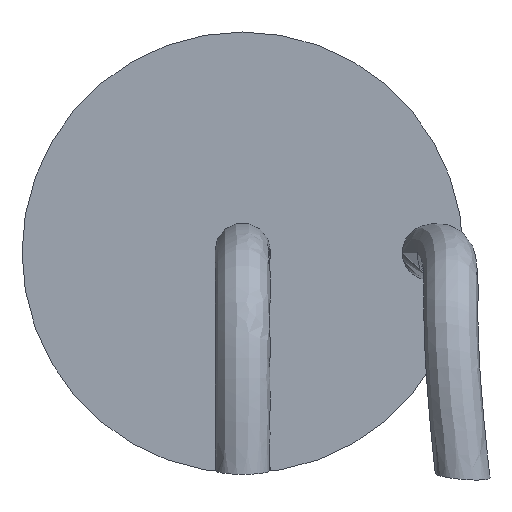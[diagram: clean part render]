
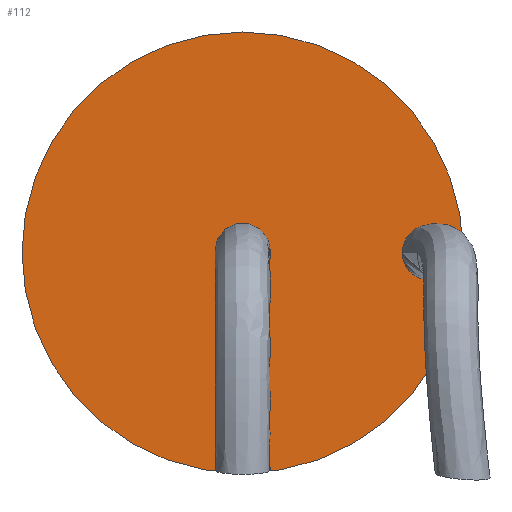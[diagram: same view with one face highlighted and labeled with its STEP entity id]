
A CAD part, front view. The second image highlights one B-rep face of the part: STEP entity #112.
In plain terms, the highlighted planar face has unit normal (0, -1, 0).
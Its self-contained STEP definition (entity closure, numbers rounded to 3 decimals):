
#15=FACE_BOUND('',#46,.T.);
#16=FACE_BOUND('',#47,.T.);
#17=B_SPLINE_CURVE_WITH_KNOTS('',3,(#345,#346,#347,#348,#349,#350,#351,
#352,#353,#354,#355,#356),.UNSPECIFIED.,.T.,.F.,(4,1,1,1,1,1,1,1,1,4),(-3.142,
-2.244,-1.346,-0.449,0.449,
1.122,1.571,2.244,2.468,3.142),
 .UNSPECIFIED.);
#19=B_SPLINE_CURVE_WITH_KNOTS('',3,(#506,#507,#508,#509,#510,#511,#512,
#513,#514,#515,#516,#517),.UNSPECIFIED.,.T.,.F.,(4,1,1,1,1,1,1,1,1,4),(-3.142,
-2.244,-1.346,-0.449,0.449,
1.122,1.571,2.244,2.468,3.142),
 .UNSPECIFIED.);
#26=PLANE('',#140);
#37=FACE_OUTER_BOUND('',#45,.T.);
#45=EDGE_LOOP('',(#101));
#46=EDGE_LOOP('',(#102));
#47=EDGE_LOOP('',(#103));
#53=CIRCLE('',#134,2.);
#60=VERTEX_POINT('',#184);
#61=VERTEX_POINT('',#344);
#63=VERTEX_POINT('',#505);
#71=EDGE_CURVE('',#60,#60,#53,.T.);
#72=EDGE_CURVE('',#61,#61,#17,.T.);
#75=EDGE_CURVE('',#63,#63,#19,.T.);
#101=ORIENTED_EDGE('',*,*,#71,.F.);
#102=ORIENTED_EDGE('',*,*,#72,.T.);
#103=ORIENTED_EDGE('',*,*,#75,.T.);
#112=ADVANCED_FACE('',(#37,#15,#16),#26,.F.);
#134=AXIS2_PLACEMENT_3D('',#186,#158,#159);
#140=AXIS2_PLACEMENT_3D('',#532,#170,#171);
#158=DIRECTION('center_axis',(0.,1.,0.));
#159=DIRECTION('ref_axis',(1.,0.,0.));
#170=DIRECTION('center_axis',(0.,1.,0.));
#171=DIRECTION('ref_axis',(1.,0.,0.));
#184=CARTESIAN_POINT('',(-2.997,1.027,2.));
#186=CARTESIAN_POINT('Origin',(-0.997,1.027,2.));
#344=CARTESIAN_POINT('',(0.45,1.027,2.));
#345=CARTESIAN_POINT('Ctrl Pts',(0.45,1.027,2.));
#346=CARTESIAN_POINT('Ctrl Pts',(0.45,1.027,2.075));
#347=CARTESIAN_POINT('Ctrl Pts',(0.522,1.027,2.224));
#348=CARTESIAN_POINT('Ctrl Pts',(0.764,1.027,2.279));
#349=CARTESIAN_POINT('Ctrl Pts',(0.958,1.027,2.124));
#350=CARTESIAN_POINT('Ctrl Pts',(0.958,1.027,1.897));
#351=CARTESIAN_POINT('Ctrl Pts',(0.831,1.027,1.771));
#352=CARTESIAN_POINT('Ctrl Pts',(0.681,1.027,1.737));
#353=CARTESIAN_POINT('Ctrl Pts',(0.569,1.027,1.776));
#354=CARTESIAN_POINT('Ctrl Pts',(0.476,1.027,1.869));
#355=CARTESIAN_POINT('Ctrl Pts',(0.45,1.027,1.944));
#356=CARTESIAN_POINT('Ctrl Pts',(0.45,1.027,2.));
#505=CARTESIAN_POINT('',(-1.247,1.027,2.));
#506=CARTESIAN_POINT('Ctrl Pts',(-1.247,1.027,2.));
#507=CARTESIAN_POINT('Ctrl Pts',(-1.247,1.027,2.075));
#508=CARTESIAN_POINT('Ctrl Pts',(-1.175,1.027,2.224));
#509=CARTESIAN_POINT('Ctrl Pts',(-0.933,1.027,2.279));
#510=CARTESIAN_POINT('Ctrl Pts',(-0.739,1.027,2.124));
#511=CARTESIAN_POINT('Ctrl Pts',(-0.739,1.027,1.897));
#512=CARTESIAN_POINT('Ctrl Pts',(-0.866,1.027,1.771));
#513=CARTESIAN_POINT('Ctrl Pts',(-1.016,1.027,1.737));
#514=CARTESIAN_POINT('Ctrl Pts',(-1.127,1.027,1.776));
#515=CARTESIAN_POINT('Ctrl Pts',(-1.221,1.027,1.869));
#516=CARTESIAN_POINT('Ctrl Pts',(-1.247,1.027,1.944));
#517=CARTESIAN_POINT('Ctrl Pts',(-1.247,1.027,2.));
#532=CARTESIAN_POINT('Origin',(-0.997,1.027,2.));
